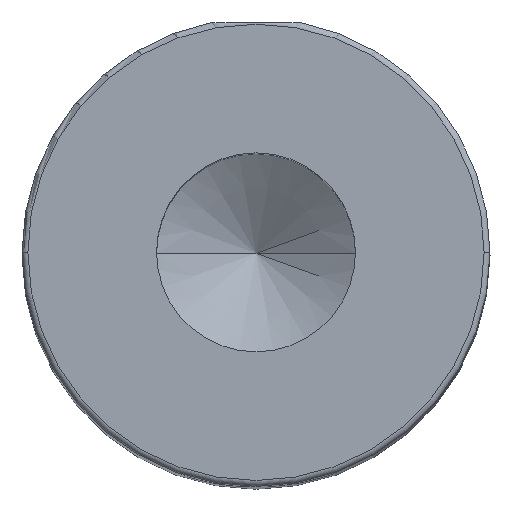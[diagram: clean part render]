
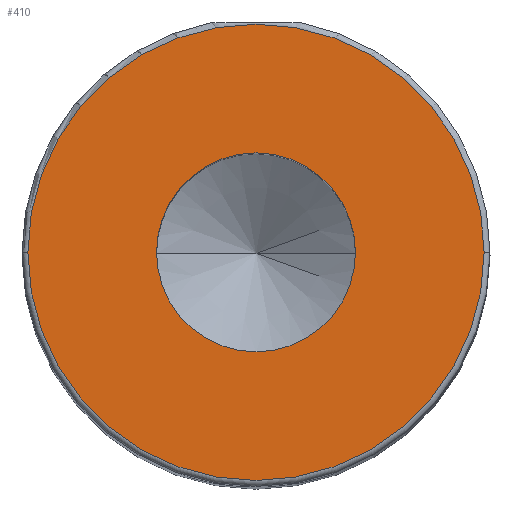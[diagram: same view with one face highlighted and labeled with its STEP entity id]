
A CAD part, top view. The second image highlights one B-rep face of the part: STEP entity #410.
In plain terms, the highlighted planar face has unit normal (0, 0, 1).
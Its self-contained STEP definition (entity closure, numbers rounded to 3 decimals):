
#31 = CARTESIAN_POINT ( 'NONE',  ( 0., 0., 30. ) ) ;
#37 = EDGE_CURVE ( 'NONE', #505, #694, #829, .T. ) ;
#40 = VERTEX_POINT ( 'NONE', #612 ) ;
#111 = EDGE_CURVE ( 'NONE', #40, #1267, #259, .T. ) ;
#137 = DIRECTION ( 'NONE',  ( 1., 0., 0. ) ) ;
#180 = AXIS2_PLACEMENT_3D ( 'NONE', #544, #1257, #651 ) ;
#182 = EDGE_LOOP ( 'NONE', ( #687, #897 ) ) ;
#204 = CARTESIAN_POINT ( 'NONE',  ( 0., 0., 30. ) ) ;
#221 = CARTESIAN_POINT ( 'NONE',  ( 0., 0., 30. ) ) ;
#257 = DIRECTION ( 'NONE',  ( 0., 0., 1. ) ) ;
#259 = CIRCLE ( 'NONE', #475, 7.8 ) ;
#297 = CARTESIAN_POINT ( 'NONE',  ( -7.8, 0., 30. ) ) ;
#315 = DIRECTION ( 'NONE',  ( 1., 0., 0. ) ) ;
#329 = DIRECTION ( 'NONE',  ( 1., 0., 0. ) ) ;
#339 = ORIENTED_EDGE ( 'NONE', *, *, #37, .F. ) ;
#410 = ADVANCED_FACE ( 'NONE', ( #1161, #1197 ), #1067, .T. ) ;
#412 = ORIENTED_EDGE ( 'NONE', *, *, #719, .F. ) ;
#475 = AXIS2_PLACEMENT_3D ( 'NONE', #221, #934, #329 ) ;
#505 = VERTEX_POINT ( 'NONE', #1280 ) ;
#533 = CARTESIAN_POINT ( 'NONE',  ( 3.4, 0., 30. ) ) ;
#544 = CARTESIAN_POINT ( 'NONE',  ( 0., 0., 30. ) ) ;
#564 = EDGE_LOOP ( 'NONE', ( #412, #339 ) ) ;
#612 = CARTESIAN_POINT ( 'NONE',  ( 7.8, 0., 30. ) ) ;
#628 = AXIS2_PLACEMENT_3D ( 'NONE', #669, #257, #969 ) ;
#651 = DIRECTION ( 'NONE',  ( 1., 0., 0. ) ) ;
#652 = AXIS2_PLACEMENT_3D ( 'NONE', #204, #921, #315 ) ;
#669 = CARTESIAN_POINT ( 'NONE',  ( 0., 0., 30. ) ) ;
#687 = ORIENTED_EDGE ( 'NONE', *, *, #111, .T. ) ;
#694 = VERTEX_POINT ( 'NONE', #533 ) ;
#696 = CIRCLE ( 'NONE', #1295, 3.4 ) ;
#719 = EDGE_CURVE ( 'NONE', #694, #505, #696, .T. ) ;
#749 = DIRECTION ( 'NONE',  ( 0., 0., 1. ) ) ;
#754 = EDGE_CURVE ( 'NONE', #1267, #40, #1206, .T. ) ;
#829 = CIRCLE ( 'NONE', #652, 3.4 ) ;
#897 = ORIENTED_EDGE ( 'NONE', *, *, #754, .T. ) ;
#921 = DIRECTION ( 'NONE',  ( 0., 0., 1. ) ) ;
#934 = DIRECTION ( 'NONE',  ( 0., 0., 1. ) ) ;
#969 = DIRECTION ( 'NONE',  ( 1., 0., 0. ) ) ;
#1067 = PLANE ( 'NONE',  #628 ) ;
#1161 = FACE_BOUND ( 'NONE', #564, .T. ) ;
#1197 = FACE_OUTER_BOUND ( 'NONE', #182, .T. ) ;
#1206 = CIRCLE ( 'NONE', #180, 7.8 ) ;
#1257 = DIRECTION ( 'NONE',  ( 0., 0., 1. ) ) ;
#1267 = VERTEX_POINT ( 'NONE', #297 ) ;
#1280 = CARTESIAN_POINT ( 'NONE',  ( -3.4, 0., 30. ) ) ;
#1295 = AXIS2_PLACEMENT_3D ( 'NONE', #31, #749, #137 ) ;
